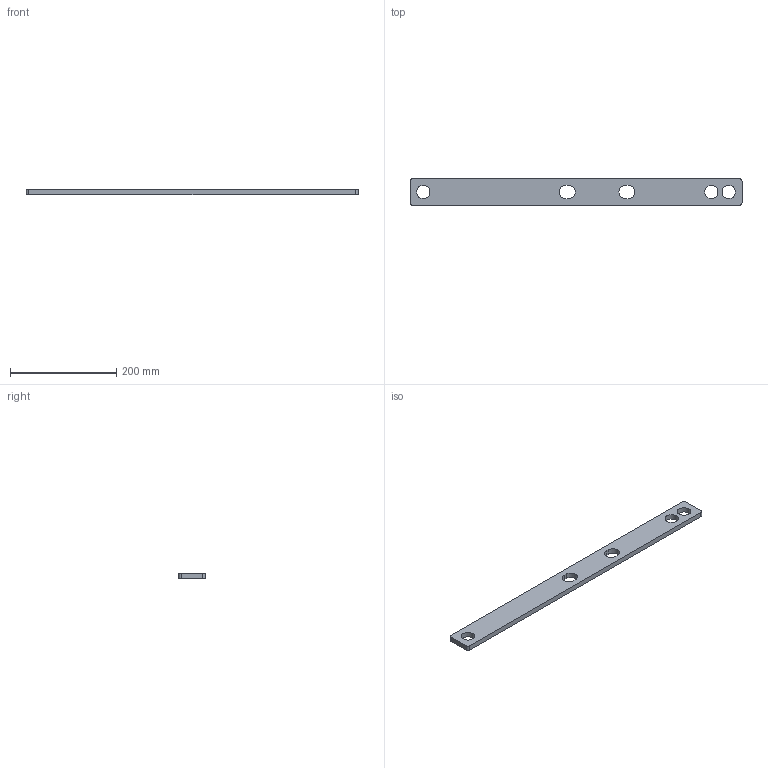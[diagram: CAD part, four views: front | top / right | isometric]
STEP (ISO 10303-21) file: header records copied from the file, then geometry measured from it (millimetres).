
FILE_DESCRIPTION(/* description */ (''),/* implementation_level */ '2;1');
FILE_NAME(/* name */ '2022-09-22-gabarit-ed2.stp',/* time_stamp */ '2022-09-27T18:19:02+02:00',/* author */ (''),/* organization */ (''),/* preprocessor_version */ 'ST-DEVELOPER v16.7',/* originating_system */ 'SIEMENS PLM Software NX 12.0',/* authorisation */ '');
FILE_SCHEMA (('AUTOMOTIVE_DESIGN { 1 0 10303 214 3 1 1 1 }'));
Length unit declared in the file: millimetre
Products named in the file (1): 2022-09-22-gabarit-ed2
Bounding box: 626 x 50 x 10 mm (x, y, z)
Volume: 285741.7 mm3; surface area: 74709.5 mm2
Topology: 1 solids, 1 shells, 21 faces, 57 edges, 38 vertices
Faces by surface type: cylinder 11, plane 10
Full cylindrical faces by diameter (mm): 25 x3
Entity records: 702 total; most frequent: DIRECTION 120, CARTESIAN_POINT 114, ORIENTED_EDGE 108, EDGE_CURVE 54, AXIS2_PLACEMENT_3D 44, VERTEX_POINT 38, EDGE_LOOP 34, LINE 32
